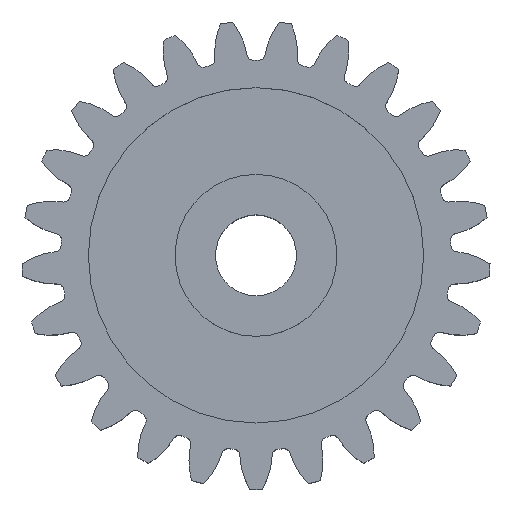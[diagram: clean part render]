
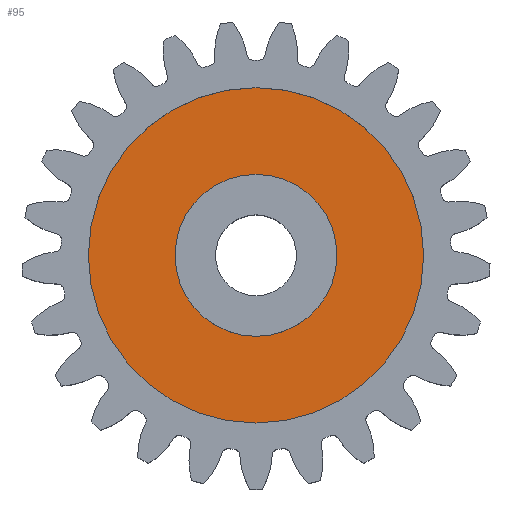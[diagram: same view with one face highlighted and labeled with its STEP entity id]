
A CAD part, top view. The second image highlights one B-rep face of the part: STEP entity #95.
In plain terms, the highlighted planar face has unit normal (0, 0, 1).
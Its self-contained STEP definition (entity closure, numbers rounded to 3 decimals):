
#66 = ORIENTED_EDGE ( 'NONE', *, *, #96, .T. ) ;
#67 = ORIENTED_EDGE ( 'NONE', *, *, #91, .F. ) ;
#68 = ORIENTED_EDGE ( 'NONE', *, *, #160, .F. ) ;
#86 = EDGE_LOOP ( 'NONE', ( #89, #66 ) ) ;
#89 = ORIENTED_EDGE ( 'NONE', *, *, #165, .T. ) ;
#91 = EDGE_CURVE ( 'NONE', #376, #124, #2559, .T. ) ;
#95 = ADVANCED_FACE ( 'NONE', ( #2572, #2560 ), #2567, .F. ) ;
#96 = EDGE_CURVE ( 'NONE', #183, #162, #2545, .T. ) ;
#98 = EDGE_LOOP ( 'NONE', ( #67, #68 ) ) ;
#124 = VERTEX_POINT ( 'NONE', #2599 ) ;
#160 = EDGE_CURVE ( 'NONE', #124, #376, #2432, .T. ) ;
#162 = VERTEX_POINT ( 'NONE', #2443 ) ;
#165 = EDGE_CURVE ( 'NONE', #162, #183, #2431, .T. ) ;
#183 = VERTEX_POINT ( 'NONE', #2280 ) ;
#376 = VERTEX_POINT ( 'NONE', #2960 ) ;
#2280 = CARTESIAN_POINT ( 'NONE',  ( 14., 0., 13.5 ) ) ;
#2393 = DIRECTION ( 'NONE',  ( -1., 0., 0. ) ) ;
#2394 = DIRECTION ( 'NONE',  ( 0., 0., -1. ) ) ;
#2395 = CARTESIAN_POINT ( 'NONE',  ( 0., 0., 13.5 ) ) ;
#2431 = CIRCLE ( 'NONE', #2471, 14. ) ;
#2432 = CIRCLE ( 'NONE', #2478, 29. ) ;
#2443 = CARTESIAN_POINT ( 'NONE',  ( -14., 0., 13.5 ) ) ;
#2468 = DIRECTION ( 'NONE',  ( -1., 0., 0. ) ) ;
#2469 = DIRECTION ( 'NONE',  ( 0., 0., -1. ) ) ;
#2470 = CARTESIAN_POINT ( 'NONE',  ( 0., 0., 13.5 ) ) ;
#2471 = AXIS2_PLACEMENT_3D ( 'NONE', #2470, #2469, #2468 ) ;
#2476 = DIRECTION ( 'NONE',  ( -1., 0., 0. ) ) ;
#2477 = DIRECTION ( 'NONE',  ( 0., 0., -1. ) ) ;
#2478 = AXIS2_PLACEMENT_3D ( 'NONE', #2486, #2477, #2476 ) ;
#2486 = CARTESIAN_POINT ( 'NONE',  ( 0., 0., 13.5 ) ) ;
#2545 = CIRCLE ( 'NONE', #2548, 14. ) ;
#2546 = DIRECTION ( 'NONE',  ( -1., 0., 0. ) ) ;
#2547 = DIRECTION ( 'NONE',  ( 0., 0., -1. ) ) ;
#2548 = AXIS2_PLACEMENT_3D ( 'NONE', #2395, #2394, #2393 ) ;
#2552 = DIRECTION ( 'NONE',  ( -1., 0., 0. ) ) ;
#2553 = DIRECTION ( 'NONE',  ( 0., 0., -1. ) ) ;
#2554 = CARTESIAN_POINT ( 'NONE',  ( 0., 0., 13.5 ) ) ;
#2555 = AXIS2_PLACEMENT_3D ( 'NONE', #2562, #2547, #2546 ) ;
#2558 = AXIS2_PLACEMENT_3D ( 'NONE', #2554, #2553, #2552 ) ;
#2559 = CIRCLE ( 'NONE', #2558, 29. ) ;
#2560 = FACE_OUTER_BOUND ( 'NONE', #98, .T. ) ;
#2562 = CARTESIAN_POINT ( 'NONE',  ( 0., 0., 13.5 ) ) ;
#2567 = PLANE ( 'NONE',  #2555 ) ;
#2572 = FACE_BOUND ( 'NONE', #86, .T. ) ;
#2599 = CARTESIAN_POINT ( 'NONE',  ( 29., 0., 13.5 ) ) ;
#2960 = CARTESIAN_POINT ( 'NONE',  ( -29., 0., 13.5 ) ) ;
